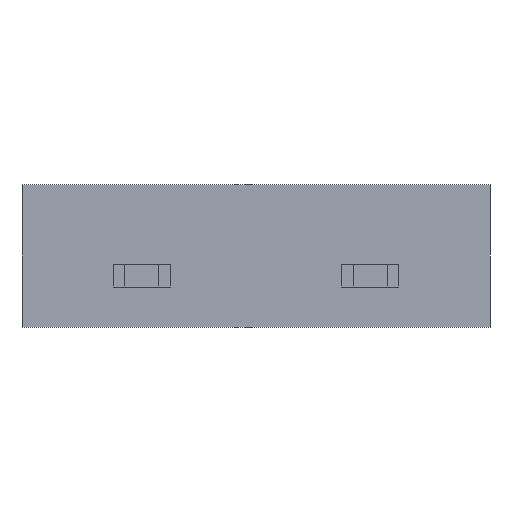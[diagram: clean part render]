
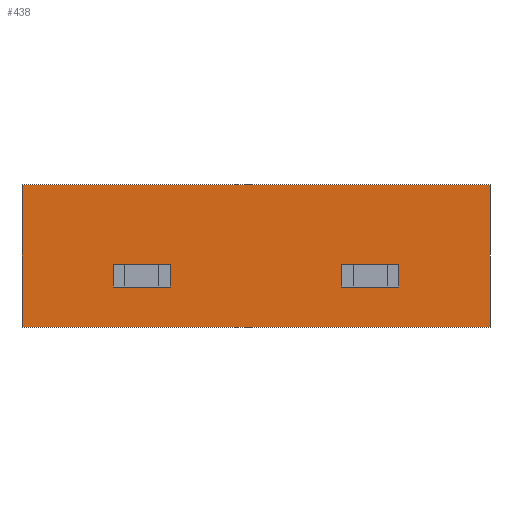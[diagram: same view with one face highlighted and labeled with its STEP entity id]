
A CAD part, front view. The second image highlights one B-rep face of the part: STEP entity #438.
In plain terms, the highlighted planar face has unit normal (0, -1, 0).
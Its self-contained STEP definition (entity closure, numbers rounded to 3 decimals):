
#20=FACE_OUTER_BOUND('',#46,.T.);
#46=EDGE_LOOP('',(#295,#296,#297,#298));
#74=LINE('',#616,#134);
#75=LINE('',#619,#135);
#76=LINE('',#621,#136);
#77=LINE('',#622,#137);
#134=VECTOR('',#500,3.18);
#135=VECTOR('',#503,10.41);
#136=VECTOR('',#504,10.41);
#137=VECTOR('',#505,3.18);
#192=VERTEX_POINT('',#610);
#194=VERTEX_POINT('',#614);
#195=VERTEX_POINT('',#618);
#196=VERTEX_POINT('',#620);
#234=EDGE_CURVE('',#192,#194,#74,.T.);
#235=EDGE_CURVE('',#192,#195,#75,.T.);
#236=EDGE_CURVE('',#196,#194,#76,.T.);
#237=EDGE_CURVE('',#195,#196,#77,.T.);
#295=ORIENTED_EDGE('',*,*,#235,.F.);
#296=ORIENTED_EDGE('',*,*,#234,.T.);
#297=ORIENTED_EDGE('',*,*,#236,.F.);
#298=ORIENTED_EDGE('',*,*,#237,.F.);
#412=PLANE('',#468);
#438=ADVANCED_FACE('',(#20),#412,.T.);
#468=AXIS2_PLACEMENT_3D('',#617,#501,#502);
#500=DIRECTION('',(0.,0.,1.));
#501=DIRECTION('center_axis',(0.,-1.,0.));
#502=DIRECTION('ref_axis',(1.,0.,0.));
#503=DIRECTION('',(-1.,0.,0.));
#504=DIRECTION('',(1.,0.,0.));
#505=DIRECTION('',(0.,0.,1.));
#610=CARTESIAN_POINT('',(10.41,-16.26,0.));
#614=CARTESIAN_POINT('',(10.41,-16.26,3.18));
#616=CARTESIAN_POINT('',(10.41,-16.26,0.));
#617=CARTESIAN_POINT('Origin',(0.,-16.26,0.));
#618=CARTESIAN_POINT('',(0.,-16.26,0.));
#619=CARTESIAN_POINT('',(10.41,-16.26,0.));
#620=CARTESIAN_POINT('',(0.,-16.26,3.18));
#621=CARTESIAN_POINT('',(10.41,-16.26,3.18));
#622=CARTESIAN_POINT('',(0.,-16.26,0.));
